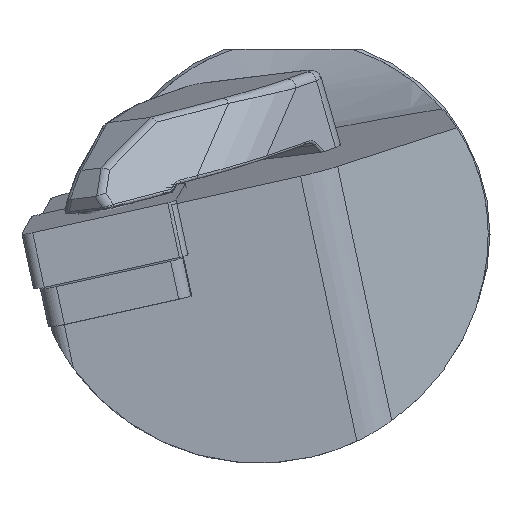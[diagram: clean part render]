
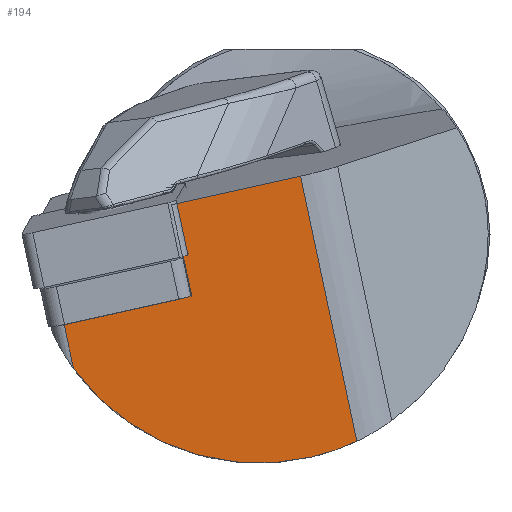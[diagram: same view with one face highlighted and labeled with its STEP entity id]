
A CAD part, left-side view. The second image highlights one B-rep face of the part: STEP entity #194.
In plain terms, the highlighted planar face has unit normal (-0.991, -0.105, -0.084).
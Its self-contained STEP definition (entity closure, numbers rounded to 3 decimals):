
#148=ELLIPSE('',#1779,18.771,18.6);
#194=ADVANCED_FACE('',(#335),#297,.F.);
#297=PLANE('',#1780);
#335=FACE_OUTER_BOUND('',#434,.T.);
#434=EDGE_LOOP('',(#836,#837,#838,#839,#840,#841,#842));
#537=LINE('',#2501,#660);
#544=LINE('',#2517,#667);
#557=LINE('',#2551,#680);
#561=LINE('',#2598,#684);
#564=LINE('',#2612,#687);
#565=LINE('',#2615,#688);
#660=VECTOR('',#1968,1.);
#667=VECTOR('',#1981,1.);
#680=VECTOR('',#2006,1.);
#684=VECTOR('',#2022,1.);
#687=VECTOR('',#2031,1.);
#688=VECTOR('',#2034,1.);
#836=ORIENTED_EDGE('',*,*,#1444,.F.);
#837=ORIENTED_EDGE('',*,*,#1487,.F.);
#838=ORIENTED_EDGE('',*,*,#1482,.T.);
#839=ORIENTED_EDGE('',*,*,#1488,.T.);
#840=ORIENTED_EDGE('',*,*,#1489,.F.);
#841=ORIENTED_EDGE('',*,*,#1469,.F.);
#842=ORIENTED_EDGE('',*,*,#1452,.F.);
#1285=VERTEX_POINT('',#2499);
#1287=VERTEX_POINT('',#2502);
#1293=VERTEX_POINT('',#2518);
#1308=VERTEX_POINT('',#2552);
#1318=VERTEX_POINT('',#2584);
#1320=VERTEX_POINT('',#2597);
#1323=VERTEX_POINT('',#2614);
#1444=EDGE_CURVE('',#1285,#1287,#537,.T.);
#1452=EDGE_CURVE('',#1287,#1293,#544,.T.);
#1469=EDGE_CURVE('',#1293,#1308,#557,.T.);
#1482=EDGE_CURVE('',#1318,#1320,#561,.T.);
#1487=EDGE_CURVE('',#1318,#1285,#564,.T.);
#1488=EDGE_CURVE('',#1320,#1323,#148,.T.);
#1489=EDGE_CURVE('',#1308,#1323,#565,.T.);
#1779=AXIS2_PLACEMENT_3D('',#2613,#2032,#2033);
#1780=AXIS2_PLACEMENT_3D('',#2616,#2035,#2036);
#1968=DIRECTION('',(0.085,-0.973,0.216));
#1981=DIRECTION('',(-0.105,0.207,0.973));
#2006=DIRECTION('',(0.085,-0.973,0.216));
#2022=DIRECTION('',(0.105,-0.207,-0.973));
#2031=DIRECTION('',(0.085,-0.973,0.216));
#2032=DIRECTION('',(-0.991,-0.105,-0.084));
#2033=DIRECTION('',(0.135,-0.774,-0.618));
#2034=DIRECTION('',(0.105,-0.207,-0.973));
#2035=DIRECTION('',(0.991,0.105,0.084));
#2036=DIRECTION('',(0.106,-0.994,0.));
#2499=CARTESIAN_POINT('',(2.43,8.644,-5.141));
#2501=CARTESIAN_POINT('',(1.561,18.574,-7.345));
#2502=CARTESIAN_POINT('',(2.462,8.276,-5.059));
#2517=CARTESIAN_POINT('',(4.747,3.756,-26.324));
#2518=CARTESIAN_POINT('',(1.664,9.856,2.373));
#2551=CARTESIAN_POINT('',(0.763,20.154,0.087));
#2552=CARTESIAN_POINT('',(2.58,-0.62,4.698));
#2584=CARTESIAN_POINT('',(1.561,18.574,-7.345));
#2597=CARTESIAN_POINT('',(1.944,17.817,-10.906));
#2598=CARTESIAN_POINT('',(3.846,14.054,-28.61));
#2612=CARTESIAN_POINT('',(1.561,18.574,-7.345));
#2613=CARTESIAN_POINT('',(2.621,2.75,0.));
#2614=CARTESIAN_POINT('',(4.892,-5.194,-16.818));
#2615=CARTESIAN_POINT('',(5.664,-6.72,-23.999));
#2616=CARTESIAN_POINT('',(3.846,14.054,-28.61));
